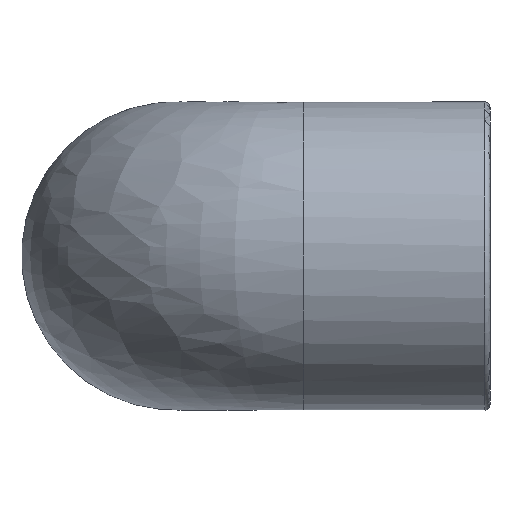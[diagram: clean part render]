
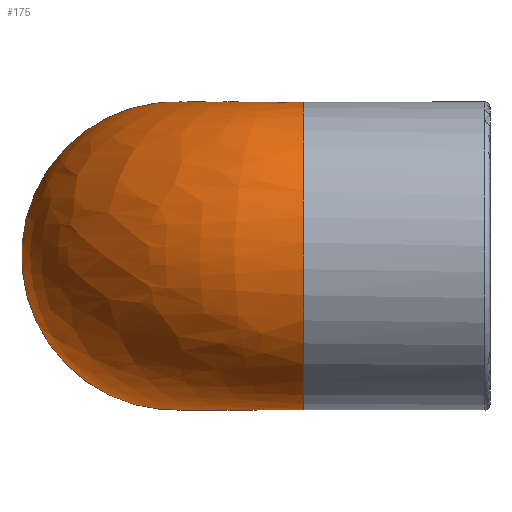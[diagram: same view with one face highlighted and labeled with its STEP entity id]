
A CAD part, left-side view. The second image highlights one B-rep face of the part: STEP entity #175.
In plain terms, the highlighted free-form (B-spline) face has degree [2, 2] with [9, 3] control points.
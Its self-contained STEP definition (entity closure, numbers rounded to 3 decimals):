
#41=CIRCLE('',#193,13.25);
#42=CIRCLE('',#194,13.25);
#55=(
BOUNDED_SURFACE()
B_SPLINE_SURFACE(2,2,((#349,#350,#351),(#352,#353,#354),(#355,#356,#357),
(#358,#359,#360),(#361,#362,#363),(#364,#365,#366),(#367,#368,#369),(#370,
#371,#372),(#373,#374,#375)),.UNSPECIFIED.,.F.,.F.,.F.)
B_SPLINE_SURFACE_WITH_KNOTS((3,2,2,2,3),(3,3),(-2.501,-1.251,
0.,1.251,2.501),(0.,
1.571),.UNSPECIFIED.)
GEOMETRIC_REPRESENTATION_ITEM()
RATIONAL_B_SPLINE_SURFACE(((1.,0.707,1.),(0.811,
0.573,0.811),(1.,0.707,1.),(0.811,
0.573,0.811),(1.,0.707,1.),(0.811,
0.573,0.811),(1.,0.707,1.),(0.811,
0.573,0.811),(1.,0.707,1.)))
REPRESENTATION_ITEM('')
SURFACE()
);
#57=FACE_OUTER_BOUND('',#72,.T.);
#72=EDGE_LOOP('',(#141,#142,#143,#144));
#101=B_SPLINE_CURVE_WITH_KNOTS('',3,(#313,#314,#315,#316,#317,#318,#319,
#320,#321,#322,#323,#324,#325,#326,#327,#328),.UNSPECIFIED.,.F.,.F.,(4,
3,3,3,3,4),(0.,0.012,0.024,
0.03,0.042,0.061),.UNSPECIFIED.);
#102=B_SPLINE_CURVE_WITH_KNOTS('',3,(#332,#333,#334,#335,#336,#337,#338,
#339,#340,#341,#342,#343,#344,#345,#346,#347),.UNSPECIFIED.,.F.,.F.,(4,
3,3,3,3,4),(0.,0.012,0.024,
0.03,0.042,0.061),.UNSPECIFIED.);
#103=VERTEX_POINT('',#311);
#104=VERTEX_POINT('',#312);
#105=VERTEX_POINT('',#329);
#106=VERTEX_POINT('',#331);
#119=EDGE_CURVE('',#103,#104,#101,.T.);
#121=EDGE_CURVE('',#106,#105,#102,.T.);
#123=EDGE_CURVE('',#105,#103,#41,.T.);
#124=EDGE_CURVE('',#106,#104,#42,.T.);
#141=ORIENTED_EDGE('',*,*,#121,.T.);
#142=ORIENTED_EDGE('',*,*,#123,.T.);
#143=ORIENTED_EDGE('',*,*,#119,.T.);
#144=ORIENTED_EDGE('',*,*,#124,.F.);
#175=ADVANCED_FACE('',(#57),#55,.F.);
#193=AXIS2_PLACEMENT_3D('',#376,#226,#227);
#194=AXIS2_PLACEMENT_3D('',#377,#228,#229);
#226=DIRECTION('center_axis',(0.,1.,0.));
#227=DIRECTION('ref_axis',(-1.,0.,0.));
#228=DIRECTION('center_axis',(1.,0.,0.));
#229=DIRECTION('ref_axis',(0.,1.,0.));
#311=CARTESIAN_POINT('',(10.6,16.,7.95));
#312=CARTESIAN_POINT('',(11.,16.4,7.95));
#313=CARTESIAN_POINT('Ctrl Pts',(10.6,16.,7.95));
#314=CARTESIAN_POINT('Ctrl Pts',(10.607,16.04,7.941));
#315=CARTESIAN_POINT('Ctrl Pts',(10.618,16.079,7.934));
#316=CARTESIAN_POINT('Ctrl Pts',(10.634,16.116,7.928));
#317=CARTESIAN_POINT('Ctrl Pts',(10.65,16.152,7.923));
#318=CARTESIAN_POINT('Ctrl Pts',(10.67,16.186,7.919));
#319=CARTESIAN_POINT('Ctrl Pts',(10.693,16.217,7.917));
#320=CARTESIAN_POINT('Ctrl Pts',(10.706,16.234,7.916));
#321=CARTESIAN_POINT('Ctrl Pts',(10.72,16.25,7.916));
#322=CARTESIAN_POINT('Ctrl Pts',(10.735,16.265,7.916));
#323=CARTESIAN_POINT('Ctrl Pts',(10.762,16.291,7.916));
#324=CARTESIAN_POINT('Ctrl Pts',(10.792,16.315,7.917));
#325=CARTESIAN_POINT('Ctrl Pts',(10.824,16.334,7.921));
#326=CARTESIAN_POINT('Ctrl Pts',(10.878,16.368,7.926));
#327=CARTESIAN_POINT('Ctrl Pts',(10.938,16.39,7.936));
#328=CARTESIAN_POINT('Ctrl Pts',(11.,16.4,7.95));
#329=CARTESIAN_POINT('',(10.6,16.,-7.95));
#331=CARTESIAN_POINT('',(11.,16.4,-7.95));
#332=CARTESIAN_POINT('Ctrl Pts',(11.,16.4,-7.95));
#333=CARTESIAN_POINT('Ctrl Pts',(10.96,16.393,-7.941));
#334=CARTESIAN_POINT('Ctrl Pts',(10.921,16.382,-7.934));
#335=CARTESIAN_POINT('Ctrl Pts',(10.884,16.366,-7.928));
#336=CARTESIAN_POINT('Ctrl Pts',(10.848,16.35,-7.923));
#337=CARTESIAN_POINT('Ctrl Pts',(10.814,16.33,-7.919));
#338=CARTESIAN_POINT('Ctrl Pts',(10.783,16.307,-7.917));
#339=CARTESIAN_POINT('Ctrl Pts',(10.766,16.294,-7.916));
#340=CARTESIAN_POINT('Ctrl Pts',(10.75,16.28,-7.916));
#341=CARTESIAN_POINT('Ctrl Pts',(10.735,16.265,-7.916));
#342=CARTESIAN_POINT('Ctrl Pts',(10.709,16.238,-7.916));
#343=CARTESIAN_POINT('Ctrl Pts',(10.685,16.208,-7.917));
#344=CARTESIAN_POINT('Ctrl Pts',(10.666,16.176,-7.921));
#345=CARTESIAN_POINT('Ctrl Pts',(10.632,16.122,-7.926));
#346=CARTESIAN_POINT('Ctrl Pts',(10.61,16.062,-7.936));
#347=CARTESIAN_POINT('Ctrl Pts',(10.6,16.,-7.95));
#349=CARTESIAN_POINT('Ctrl Pts',(10.627,16.,7.914));
#350=CARTESIAN_POINT('Ctrl Pts',(10.627,16.373,7.914));
#351=CARTESIAN_POINT('Ctrl Pts',(11.,16.373,7.914));
#352=CARTESIAN_POINT('Ctrl Pts',(4.912,16.,15.587));
#353=CARTESIAN_POINT('Ctrl Pts',(4.912,22.088,15.587));
#354=CARTESIAN_POINT('Ctrl Pts',(11.,22.088,15.587));
#355=CARTESIAN_POINT('Ctrl Pts',(-4.169,16.,12.577));
#356=CARTESIAN_POINT('Ctrl Pts',(-4.169,31.169,12.577));
#357=CARTESIAN_POINT('Ctrl Pts',(11.,31.169,12.577));
#358=CARTESIAN_POINT('Ctrl Pts',(-13.25,16.,9.567));
#359=CARTESIAN_POINT('Ctrl Pts',(-13.25,40.25,9.567));
#360=CARTESIAN_POINT('Ctrl Pts',(11.,40.25,9.567));
#361=CARTESIAN_POINT('Ctrl Pts',(-13.25,16.,0.));
#362=CARTESIAN_POINT('Ctrl Pts',(-13.25,40.25,0.));
#363=CARTESIAN_POINT('Ctrl Pts',(11.,40.25,0.));
#364=CARTESIAN_POINT('Ctrl Pts',(-13.25,16.,-9.567));
#365=CARTESIAN_POINT('Ctrl Pts',(-13.25,40.25,-9.567));
#366=CARTESIAN_POINT('Ctrl Pts',(11.,40.25,-9.567));
#367=CARTESIAN_POINT('Ctrl Pts',(-4.169,16.,-12.577));
#368=CARTESIAN_POINT('Ctrl Pts',(-4.169,31.169,-12.577));
#369=CARTESIAN_POINT('Ctrl Pts',(11.,31.169,-12.577));
#370=CARTESIAN_POINT('Ctrl Pts',(4.912,16.,-15.587));
#371=CARTESIAN_POINT('Ctrl Pts',(4.912,22.088,-15.587));
#372=CARTESIAN_POINT('Ctrl Pts',(11.,22.088,-15.587));
#373=CARTESIAN_POINT('Ctrl Pts',(10.627,16.,-7.914));
#374=CARTESIAN_POINT('Ctrl Pts',(10.627,16.373,-7.914));
#375=CARTESIAN_POINT('Ctrl Pts',(11.,16.373,-7.914));
#376=CARTESIAN_POINT('Origin',(0.,16.,0.));
#377=CARTESIAN_POINT('Origin',(11.,27.,0.));
